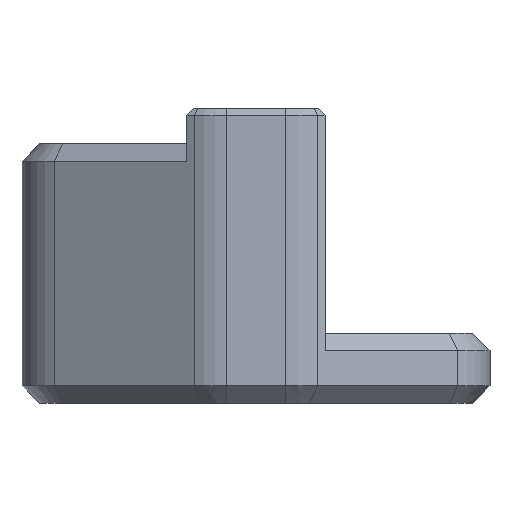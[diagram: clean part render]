
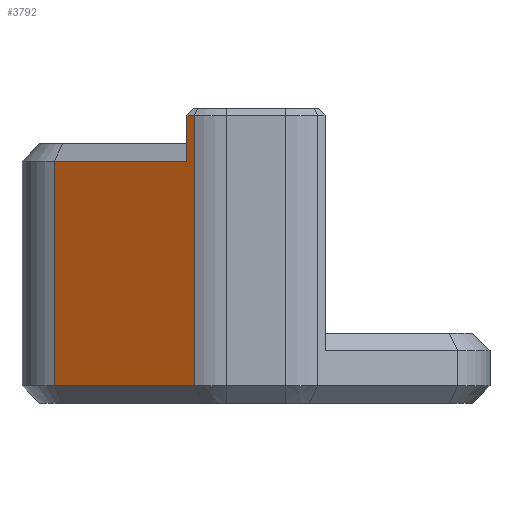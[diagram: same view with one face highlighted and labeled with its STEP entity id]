
A CAD part, left-side view. The second image highlights one B-rep face of the part: STEP entity #3792.
In plain terms, the highlighted planar face has unit normal (-0.866, 0.5, 0).
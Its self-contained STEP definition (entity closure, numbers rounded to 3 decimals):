
#138 = EDGE_CURVE ( 'NONE', #3878, #6759, #1674, .T. ) ;
#326 = VERTEX_POINT ( 'NONE', #4557 ) ;
#377 = CARTESIAN_POINT ( 'NONE',  ( -15.632, 2.638, 6.525 ) ) ;
#492 = CARTESIAN_POINT ( 'NONE',  ( -15.632, 2.638, 0.75 ) ) ;
#501 = DIRECTION ( 'NONE',  ( -0.5, -0.866, 0. ) ) ;
#697 = EDGE_CURVE ( 'NONE', #1720, #9976, #3839, .T. ) ;
#1348 = PLANE ( 'NONE',  #8019 ) ;
#1674 = LINE ( 'NONE', #8188, #5650 ) ;
#1720 = VERTEX_POINT ( 'NONE', #3293 ) ;
#2551 = EDGE_LOOP ( 'NONE', ( #8054, #8790, #5517, #4289, #3560, #4343 ) ) ;
#2712 = VERTEX_POINT ( 'NONE', #9191 ) ;
#3293 = CARTESIAN_POINT ( 'NONE',  ( -15.632, 2.638, 0.75 ) ) ;
#3560 = ORIENTED_EDGE ( 'NONE', *, *, #9768, .T. ) ;
#3791 = LINE ( 'NONE', #9502, #8459 ) ;
#3792 = ADVANCED_FACE ( 'NONE', ( #7755 ), #1348, .T. ) ;
#3794 = VECTOR ( 'NONE', #4592, 1000. ) ;
#3839 = LINE ( 'NONE', #377, #3794 ) ;
#3878 = VERTEX_POINT ( 'NONE', #4762 ) ;
#4192 = VECTOR ( 'NONE', #5477, 1000. ) ;
#4289 = ORIENTED_EDGE ( 'NONE', *, *, #138, .T. ) ;
#4343 = ORIENTED_EDGE ( 'NONE', *, *, #4685, .F. ) ;
#4557 = CARTESIAN_POINT ( 'NONE',  ( -12.175, 8.625, 10.35 ) ) ;
#4592 = DIRECTION ( 'NONE',  ( 0., 0., 1. ) ) ;
#4685 = EDGE_CURVE ( 'NONE', #2712, #326, #9780, .T. ) ;
#4762 = CARTESIAN_POINT ( 'NONE',  ( -15.452, 2.95, 12.3 ) ) ;
#5347 = DIRECTION ( 'NONE',  ( 0.5, 0.866, 0. ) ) ;
#5356 = CARTESIAN_POINT ( 'NONE',  ( -12.17, 8.634, 0.74 ) ) ;
#5477 = DIRECTION ( 'NONE',  ( 0.5, 0.866, 0. ) ) ;
#5517 = ORIENTED_EDGE ( 'NONE', *, *, #10224, .T. ) ;
#5650 = VECTOR ( 'NONE', #9038, 1000. ) ;
#6219 = LINE ( 'NONE', #9625, #4192 ) ;
#6295 = DIRECTION ( 'NONE',  ( 0.5, 0.866, 0. ) ) ;
#6320 = CARTESIAN_POINT ( 'NONE',  ( -12.175, 8.625, 5.55 ) ) ;
#6759 = VERTEX_POINT ( 'NONE', #8670 ) ;
#7743 = LINE ( 'NONE', #492, #9311 ) ;
#7755 = FACE_OUTER_BOUND ( 'NONE', #2551, .T. ) ;
#8019 = AXIS2_PLACEMENT_3D ( 'NONE', #5356, #9350, #501 ) ;
#8054 = ORIENTED_EDGE ( 'NONE', *, *, #10279, .F. ) ;
#8188 = CARTESIAN_POINT ( 'NONE',  ( -15.452, 2.95, 6.525 ) ) ;
#8459 = VECTOR ( 'NONE', #6295, 1000. ) ;
#8670 = CARTESIAN_POINT ( 'NONE',  ( -15.452, 2.95, 10.35 ) ) ;
#8775 = DIRECTION ( 'NONE',  ( 0., 0., 1. ) ) ;
#8790 = ORIENTED_EDGE ( 'NONE', *, *, #697, .T. ) ;
#8966 = CARTESIAN_POINT ( 'NONE',  ( -15.632, 2.638, 12.3 ) ) ;
#9038 = DIRECTION ( 'NONE',  ( 0., 0., -1. ) ) ;
#9191 = CARTESIAN_POINT ( 'NONE',  ( -12.175, 8.625, 0.75 ) ) ;
#9291 = VECTOR ( 'NONE', #8775, 1000. ) ;
#9311 = VECTOR ( 'NONE', #5347, 1000. ) ;
#9350 = DIRECTION ( 'NONE',  ( -0.866, 0.5, 0. ) ) ;
#9502 = CARTESIAN_POINT ( 'NONE',  ( -13.903, 5.632, 12.3 ) ) ;
#9625 = CARTESIAN_POINT ( 'NONE',  ( -13.903, 5.632, 10.35 ) ) ;
#9768 = EDGE_CURVE ( 'NONE', #6759, #326, #6219, .T. ) ;
#9780 = LINE ( 'NONE', #6320, #9291 ) ;
#9976 = VERTEX_POINT ( 'NONE', #8966 ) ;
#10224 = EDGE_CURVE ( 'NONE', #9976, #3878, #3791, .T. ) ;
#10279 = EDGE_CURVE ( 'NONE', #1720, #2712, #7743, .T. ) ;
